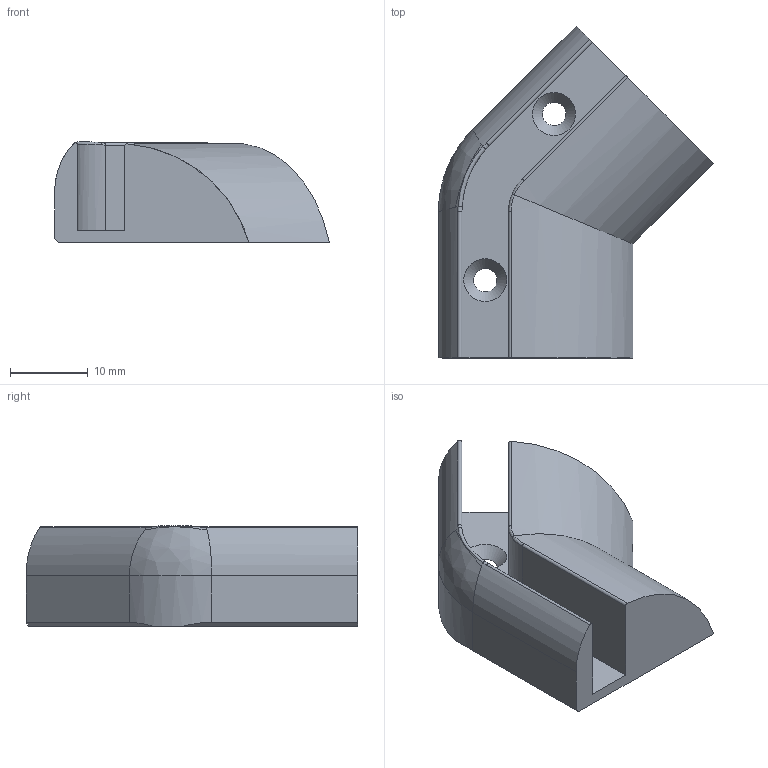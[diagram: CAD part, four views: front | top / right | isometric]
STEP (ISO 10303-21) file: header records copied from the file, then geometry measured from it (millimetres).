
FILE_DESCRIPTION(('STEP AP203'),'2;1');
FILE_NAME('XF31117G.stp','2011-02-02T12:25:35',(''),(''),'2009.3.110','THINKDESIGN','');
FILE_SCHEMA(('CONFIG_CONTROL_DESIGN'));
Length unit declared in the file: millimetre
Bounding box: 35.34 x 42.67 x 12.93 mm (x, y, z)
Volume: 7385.2 mm3; surface area: 4035.6 mm2
Topology: 1 solids, 1 shells, 32 faces, 85 edges, 55 vertices
Faces by surface type: plane 12, cylinder 11, bspline 9
Entity records: 1660 total; most frequent: CARTESIAN_POINT 791, ORIENTED_EDGE 170, DIRECTION 146, EDGE_CURVE 85, VERTEX_POINT 55, AXIS2_PLACEMENT_3D 53, VECTOR 40, LINE 40
